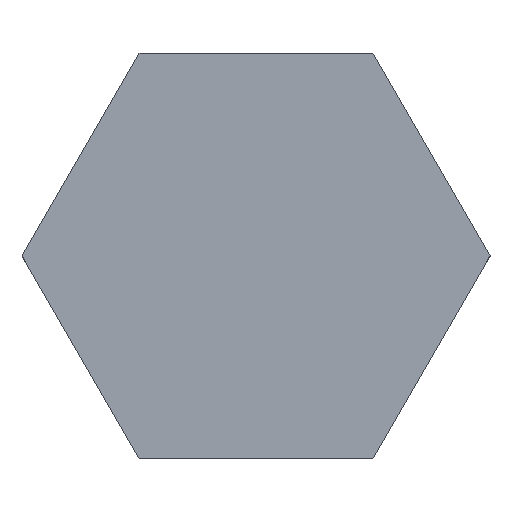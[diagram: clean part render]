
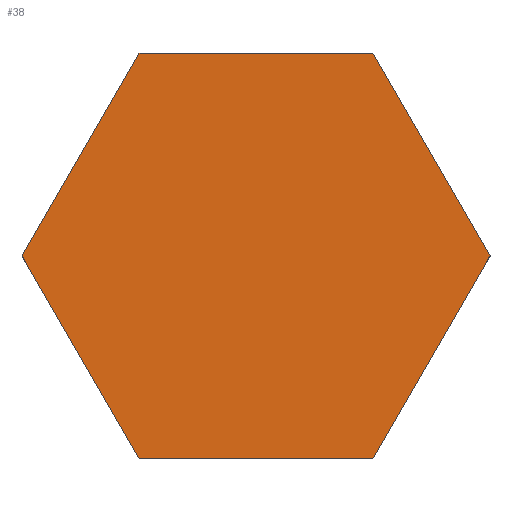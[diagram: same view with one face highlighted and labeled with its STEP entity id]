
A CAD part, top view. The second image highlights one B-rep face of the part: STEP entity #38.
In plain terms, the highlighted planar face has unit normal (0, 0, 1).
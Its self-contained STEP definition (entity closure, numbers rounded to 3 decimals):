
#10 = EDGE_CURVE ( 'NONE', #81, #151, #168, .T. ) ;
#19 = DIRECTION ( 'NONE',  ( 0.5, -0.866, 0. ) ) ;
#22 = DIRECTION ( 'NONE',  ( 0.5, 0.866, 0. ) ) ;
#23 = ORIENTED_EDGE ( 'NONE', *, *, #51, .T. ) ;
#28 = ORIENTED_EDGE ( 'NONE', *, *, #109, .T. ) ;
#30 = FACE_OUTER_BOUND ( 'NONE', #36, .T. ) ;
#32 = LINE ( 'NONE', #40, #235 ) ;
#36 = EDGE_LOOP ( 'NONE', ( #37, #222, #23, #123, #165, #28 ) ) ;
#37 = ORIENTED_EDGE ( 'NONE', *, *, #10, .T. ) ;
#38 = ADVANCED_FACE ( 'NONE', ( #30 ), #76, .T. ) ;
#40 = CARTESIAN_POINT ( 'NONE',  ( 7.5, -12.99, 1.5 ) ) ;
#48 = CARTESIAN_POINT ( 'NONE',  ( 7.5, 12.99, 1.5 ) ) ;
#51 = EDGE_CURVE ( 'NONE', #112, #142, #72, .T. ) ;
#59 = VECTOR ( 'NONE', #118, 1000. ) ;
#60 = VECTOR ( 'NONE', #225, 1000. ) ;
#63 = LINE ( 'NONE', #250, #59 ) ;
#66 = CARTESIAN_POINT ( 'NONE',  ( 7.5, 12.99, 1.5 ) ) ;
#72 = LINE ( 'NONE', #173, #196 ) ;
#75 = CARTESIAN_POINT ( 'NONE',  ( -7.5, -12.99, 1.5 ) ) ;
#76 = PLANE ( 'NONE',  #153 ) ;
#80 = DIRECTION ( 'NONE',  ( -0.5, 0.866, 0. ) ) ;
#81 = VERTEX_POINT ( 'NONE', #131 ) ;
#86 = CARTESIAN_POINT ( 'NONE',  ( -7.5, 12.99, 1.5 ) ) ;
#108 = VECTOR ( 'NONE', #19, 1000. ) ;
#109 = EDGE_CURVE ( 'NONE', #230, #81, #159, .T. ) ;
#112 = VERTEX_POINT ( 'NONE', #193 ) ;
#114 = DIRECTION ( 'NONE',  ( 1., 0., 0. ) ) ;
#118 = DIRECTION ( 'NONE',  ( -0.5, -0.866, 0. ) ) ;
#123 = ORIENTED_EDGE ( 'NONE', *, *, #239, .T. ) ;
#125 = EDGE_CURVE ( 'NONE', #151, #112, #32, .T. ) ;
#131 = CARTESIAN_POINT ( 'NONE',  ( -7.5, -12.99, 1.5 ) ) ;
#135 = DIRECTION ( 'NONE',  ( 0., 0., 1. ) ) ;
#142 = VERTEX_POINT ( 'NONE', #66 ) ;
#151 = VERTEX_POINT ( 'NONE', #178 ) ;
#153 = AXIS2_PLACEMENT_3D ( 'NONE', #241, #135, #114 ) ;
#159 = LINE ( 'NONE', #216, #108 ) ;
#164 = EDGE_CURVE ( 'NONE', #189, #230, #63, .T. ) ;
#165 = ORIENTED_EDGE ( 'NONE', *, *, #164, .T. ) ;
#168 = LINE ( 'NONE', #75, #181 ) ;
#173 = CARTESIAN_POINT ( 'NONE',  ( 15., 0., 1.5 ) ) ;
#178 = CARTESIAN_POINT ( 'NONE',  ( 7.5, -12.99, 1.5 ) ) ;
#181 = VECTOR ( 'NONE', #215, 1000. ) ;
#189 = VERTEX_POINT ( 'NONE', #86 ) ;
#193 = CARTESIAN_POINT ( 'NONE',  ( 15., 0., 1.5 ) ) ;
#196 = VECTOR ( 'NONE', #80, 1000. ) ;
#204 = CARTESIAN_POINT ( 'NONE',  ( -15., 0., 1.5 ) ) ;
#215 = DIRECTION ( 'NONE',  ( 1., 0., 0. ) ) ;
#216 = CARTESIAN_POINT ( 'NONE',  ( -15., 0., 1.5 ) ) ;
#220 = LINE ( 'NONE', #48, #60 ) ;
#222 = ORIENTED_EDGE ( 'NONE', *, *, #125, .T. ) ;
#225 = DIRECTION ( 'NONE',  ( -1., 0., 0. ) ) ;
#230 = VERTEX_POINT ( 'NONE', #204 ) ;
#235 = VECTOR ( 'NONE', #22, 1000. ) ;
#239 = EDGE_CURVE ( 'NONE', #142, #189, #220, .T. ) ;
#241 = CARTESIAN_POINT ( 'NONE',  ( 0., 0., 1.5 ) ) ;
#250 = CARTESIAN_POINT ( 'NONE',  ( -7.5, 12.99, 1.5 ) ) ;
